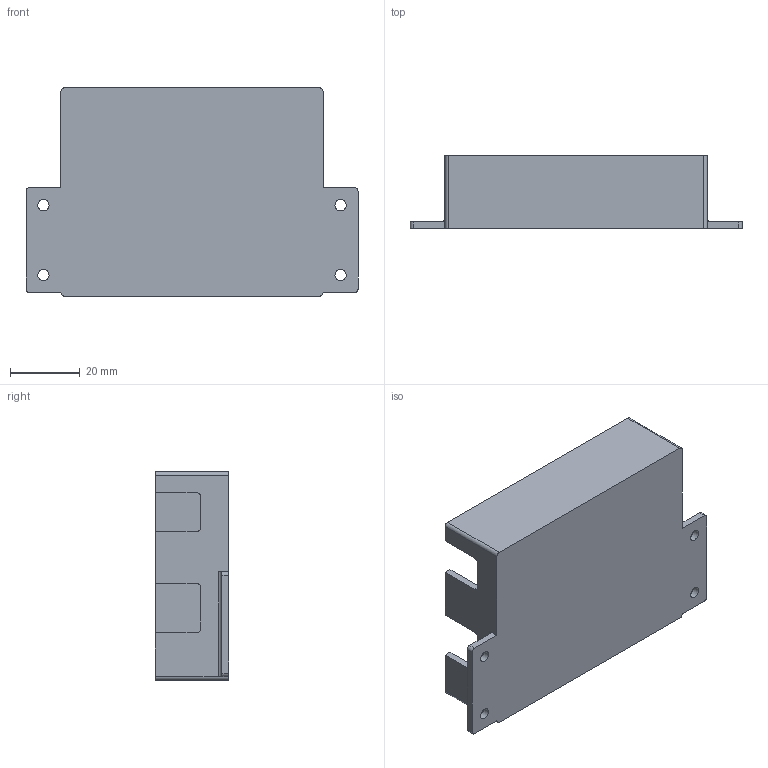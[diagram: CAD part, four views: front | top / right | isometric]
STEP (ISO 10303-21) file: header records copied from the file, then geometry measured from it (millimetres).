
FILE_DESCRIPTION(/* description */ (''),/* implementation_level */ '2;1');
FILE_NAME(/* name */ 'Uno and CNC Shield holder v2.step',/* time_stamp */ '2022-09-06T09:45:51-04:00',/* author */ (''),/* organization */ (''),/* preprocessor_version */ 'ST-DEVELOPER v19',/* originating_system */ 'Autodesk Translation Framework v11.7.0.108',/* authorisation */ '');
FILE_SCHEMA (('AUTOMOTIVE_DESIGN { 1 0 10303 214 3 1 1 }'));
Length unit declared in the file: millimetre
Products named in the file (1): Uno and CNC Shield holder
Bounding box: 95 x 21 x 59.57 mm (x, y, z)
Volume: 19881.1 mm3; surface area: 20476.6 mm2
Topology: 1 solids, 1 shells, 73 faces, 199 edges, 132 vertices
Faces by surface type: plane 43, cylinder 30
Full cylindrical faces by diameter (mm): 2.8 x4, 3.2 x4
Entity records: 2366 total; most frequent: DIRECTION 407, CARTESIAN_POINT 405, ORIENTED_EDGE 398, EDGE_CURVE 199, LINE 139, VECTOR 139, AXIS2_PLACEMENT_3D 134, VERTEX_POINT 132
